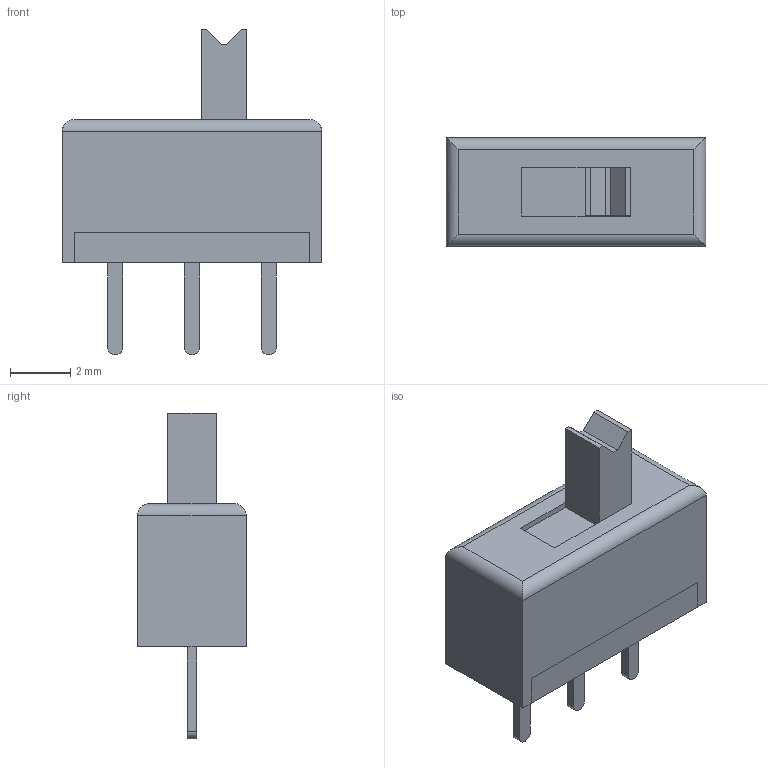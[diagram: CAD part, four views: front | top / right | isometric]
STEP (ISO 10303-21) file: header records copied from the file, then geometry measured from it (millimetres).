
FILE_DESCRIPTION (( 'STEP AP214' ), '1' );
FILE_NAME ('1P2T_8d6x3d6.STEP', '2018-09-23T06:16:45', ( '' ), ( '' ), 'SwSTEP 2.0', 'SolidWorks 2018', '' );
FILE_SCHEMA (( 'AUTOMOTIVE_DESIGN' ));
Length unit declared in the file: millimetre
Products named in the file (1): 1P2T_8d6x3d6
Bounding box: 8.6 x 3.6 x 10.8 mm (x, y, z)
Volume: 154 mm3; surface area: 283.3 mm2
Topology: 2 solids, 2 shells, 48 faces, 114 edges, 74 vertices
Faces by surface type: plane 41, cylinder 7
Entity records: 1509 total; most frequent: CARTESIAN_POINT 249, ORIENTED_EDGE 228, DIRECTION 214, EDGE_CURVE 114, VECTOR 104, LINE 104, VERTEX_POINT 74, AXIS2_PLACEMENT_3D 55
